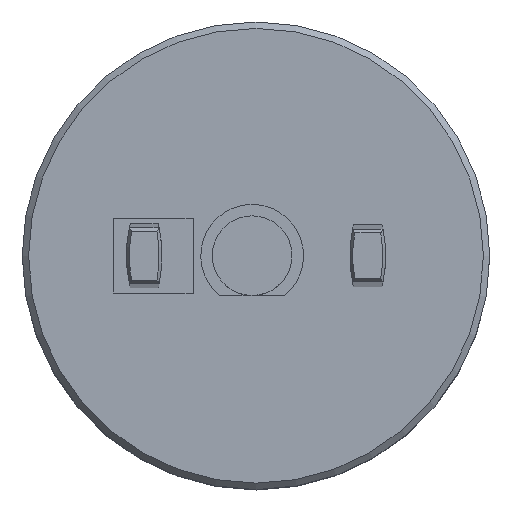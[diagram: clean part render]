
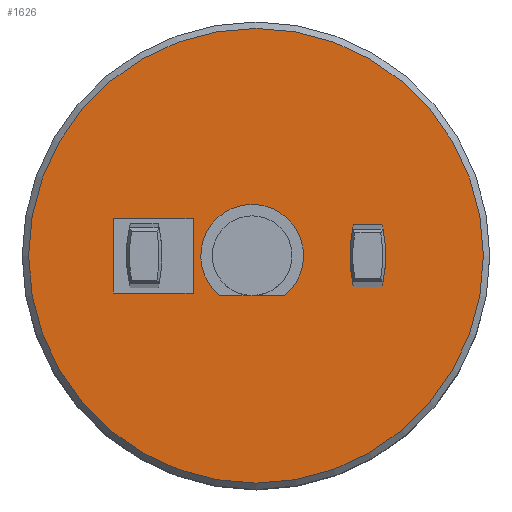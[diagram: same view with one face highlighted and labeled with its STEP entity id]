
A CAD part, top view. The second image highlights one B-rep face of the part: STEP entity #1626.
In plain terms, the highlighted planar face has unit normal (0, 0, 1).
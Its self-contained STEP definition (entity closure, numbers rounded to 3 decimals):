
#50=LINE($,#2381,#223);
#51=LINE($,#2383,#224);
#52=LINE($,#2385,#225);
#53=LINE($,#2386,#226);
#54=LINE($,#2389,#227);
#55=LINE($,#2391,#228);
#56=LINE($,#2393,#229);
#57=LINE($,#2394,#230);
#58=LINE($,#2399,#231);
#59=LINE($,#2402,#232);
#60=LINE($,#2405,#233);
#61=LINE($,#2407,#234);
#62=LINE($,#2409,#235);
#63=LINE($,#2410,#236);
#223=VECTOR($,#1899,0.5);
#224=VECTOR($,#1900,0.5);
#225=VECTOR($,#1901,0.5);
#226=VECTOR($,#1902,0.5);
#227=VECTOR($,#1903,0.5);
#228=VECTOR($,#1904,0.5);
#229=VECTOR($,#1905,0.5);
#230=VECTOR($,#1906,0.5);
#231=VECTOR($,#1909,1.105);
#232=VECTOR($,#1912,1.105);
#233=VECTOR($,#1913,2.9);
#234=VECTOR($,#1914,3.1);
#235=VECTOR($,#1915,2.9);
#236=VECTOR($,#1916,3.1);
#396=PLANE($,#1738);
#484=FACE_BOUND($,#617,.T.);
#485=FACE_BOUND($,#618,.T.);
#486=FACE_BOUND($,#619,.T.);
#487=FACE_BOUND($,#620,.T.);
#488=FACE_BOUND($,#621,.T.);
#617=EDGE_LOOP($,(#1158,#1159,#1160,#1161));
#618=EDGE_LOOP($,(#1162,#1163,#1164,#1165));
#619=EDGE_LOOP($,(#1166,#1167,#1168,#1169));
#620=EDGE_LOOP($,(#1170,#1171,#1172,#1173));
#621=EDGE_LOOP($,(#1174));
#748=CIRCLE($,#1737,8.85);
#749=CIRCLE($,#1739,5.05);
#750=CIRCLE($,#1740,5.05);
#779=VERTEX_POINT($,#2376);
#780=VERTEX_POINT($,#2379);
#781=VERTEX_POINT($,#2380);
#782=VERTEX_POINT($,#2382);
#783=VERTEX_POINT($,#2384);
#784=VERTEX_POINT($,#2387);
#785=VERTEX_POINT($,#2388);
#786=VERTEX_POINT($,#2390);
#787=VERTEX_POINT($,#2392);
#788=VERTEX_POINT($,#2395);
#789=VERTEX_POINT($,#2396);
#790=VERTEX_POINT($,#2398);
#791=VERTEX_POINT($,#2400);
#792=VERTEX_POINT($,#2403);
#793=VERTEX_POINT($,#2404);
#794=VERTEX_POINT($,#2406);
#795=VERTEX_POINT($,#2408);
#927=EDGE_CURVE($,#779,#779,#748,.T.);
#928=EDGE_CURVE($,#780,#781,#50,.T.);
#929=EDGE_CURVE($,#782,#780,#51,.T.);
#930=EDGE_CURVE($,#783,#782,#52,.T.);
#931=EDGE_CURVE($,#781,#783,#53,.T.);
#932=EDGE_CURVE($,#784,#785,#54,.T.);
#933=EDGE_CURVE($,#786,#784,#55,.T.);
#934=EDGE_CURVE($,#787,#786,#56,.T.);
#935=EDGE_CURVE($,#785,#787,#57,.T.);
#936=EDGE_CURVE($,#788,#789,#749,.T.);
#937=EDGE_CURVE($,#790,#788,#58,.T.);
#938=EDGE_CURVE($,#791,#790,#750,.T.);
#939=EDGE_CURVE($,#789,#791,#59,.T.);
#940=EDGE_CURVE($,#792,#793,#60,.T.);
#941=EDGE_CURVE($,#794,#792,#61,.T.);
#942=EDGE_CURVE($,#795,#794,#62,.T.);
#943=EDGE_CURVE($,#793,#795,#63,.T.);
#1158=ORIENTED_EDGE($,*,*,#928,.F.);
#1159=ORIENTED_EDGE($,*,*,#929,.F.);
#1160=ORIENTED_EDGE($,*,*,#930,.F.);
#1161=ORIENTED_EDGE($,*,*,#931,.F.);
#1162=ORIENTED_EDGE($,*,*,#932,.F.);
#1163=ORIENTED_EDGE($,*,*,#933,.F.);
#1164=ORIENTED_EDGE($,*,*,#934,.F.);
#1165=ORIENTED_EDGE($,*,*,#935,.F.);
#1166=ORIENTED_EDGE($,*,*,#936,.F.);
#1167=ORIENTED_EDGE($,*,*,#937,.F.);
#1168=ORIENTED_EDGE($,*,*,#938,.F.);
#1169=ORIENTED_EDGE($,*,*,#939,.F.);
#1170=ORIENTED_EDGE($,*,*,#940,.F.);
#1171=ORIENTED_EDGE($,*,*,#941,.F.);
#1172=ORIENTED_EDGE($,*,*,#942,.F.);
#1173=ORIENTED_EDGE($,*,*,#943,.F.);
#1174=ORIENTED_EDGE($,*,*,#927,.F.);
#1626=ADVANCED_FACE($,(#484,#485,#486,#487,#488),#396,.T.);
#1737=AXIS2_PLACEMENT_3D($,#2377,#1895,#1896);
#1738=AXIS2_PLACEMENT_3D($,#2378,#1897,#1898);
#1739=AXIS2_PLACEMENT_3D($,#2397,#1907,#1908);
#1740=AXIS2_PLACEMENT_3D($,#2401,#1910,#1911);
#1895=DIRECTION('center_axis',(0.,0.,-1.));
#1896=DIRECTION('ref_axis',(1.,0.,0.));
#1897=DIRECTION('center_axis',(0.,0.,1.));
#1898=DIRECTION('ref_axis',(1.,0.,0.));
#1899=DIRECTION($,(1.,0.,0.));
#1900=DIRECTION($,(0.,-1.,0.));
#1901=DIRECTION($,(-1.,0.,0.));
#1902=DIRECTION($,(0.,1.,0.));
#1903=DIRECTION($,(1.,0.,0.));
#1904=DIRECTION($,(0.,-1.,0.));
#1905=DIRECTION($,(-1.,0.,0.));
#1906=DIRECTION($,(0.,1.,0.));
#1907=DIRECTION('center_axis',(0.,0.,1.));
#1908=DIRECTION('ref_axis',(-0.969,0.248,0.));
#1909=DIRECTION($,(-1.,0.,0.));
#1910=DIRECTION('center_axis',(0.,0.,1.));
#1911=DIRECTION('ref_axis',(0.969,-0.248,0.));
#1912=DIRECTION($,(1.,0.,0.));
#1913=DIRECTION($,(0.,1.,0.));
#1914=DIRECTION($,(1.,0.,0.));
#1915=DIRECTION($,(0.,-1.,0.));
#1916=DIRECTION($,(-1.,0.,0.));
#2376=CARTESIAN_POINT('',(-8.85,0.,5.25));
#2377=CARTESIAN_POINT('Origin',(0.,0.,
5.25));
#2378=CARTESIAN_POINT('Origin',(0.,0.,5.25));
#2379=CARTESIAN_POINT('',(-0.4,1.017,5.25));
#2380=CARTESIAN_POINT('',(0.1,1.017,5.25));
#2381=CARTESIAN_POINT($,(0.05,1.017,5.25));
#2382=CARTESIAN_POINT('',(-0.4,1.517,5.25));
#2383=CARTESIAN_POINT($,(-0.4,0.509,5.25));
#2384=CARTESIAN_POINT('',(0.1,1.517,5.25));
#2385=CARTESIAN_POINT($,(-0.2,1.517,5.25));
#2386=CARTESIAN_POINT($,(0.1,0.759,5.25));
#2387=CARTESIAN_POINT('',(-0.4,-1.523,5.25));
#2388=CARTESIAN_POINT('',(0.1,-1.523,5.25));
#2389=CARTESIAN_POINT($,(0.05,-1.523,5.25));
#2390=CARTESIAN_POINT('',(-0.4,-1.023,5.25));
#2391=CARTESIAN_POINT($,(-0.4,-0.761,5.25));
#2392=CARTESIAN_POINT('',(0.1,-1.023,5.25));
#2393=CARTESIAN_POINT($,(-0.2,-1.023,5.25));
#2394=CARTESIAN_POINT($,(0.1,-0.511,5.25));
#2395=CARTESIAN_POINT('',(3.797,1.211,5.25));
#2396=CARTESIAN_POINT('',(3.797,-1.211,5.25));
#2397=CARTESIAN_POINT('Origin',(8.7,0.,
5.25));
#2398=CARTESIAN_POINT('',(4.903,1.211,5.25));
#2399=CARTESIAN_POINT($,(1.904,1.211,5.25));
#2400=CARTESIAN_POINT('',(4.903,-1.211,5.25));
#2401=CARTESIAN_POINT('Origin',(0.,0.,
5.25));
#2402=CARTESIAN_POINT($,(2.446,-1.211,5.25));
#2403=CARTESIAN_POINT('',(-2.45,-1.45,5.25));
#2404=CARTESIAN_POINT('',(-2.45,1.45,5.25));
#2405=CARTESIAN_POINT($,(-2.45,0.,5.25));
#2406=CARTESIAN_POINT('',(-5.55,-1.45,5.25));
#2407=CARTESIAN_POINT($,(-2.,-1.45,5.25));
#2408=CARTESIAN_POINT('',(-5.55,1.45,5.25));
#2409=CARTESIAN_POINT($,(-5.55,0.,5.25));
#2410=CARTESIAN_POINT($,(-2.,1.45,5.25));
